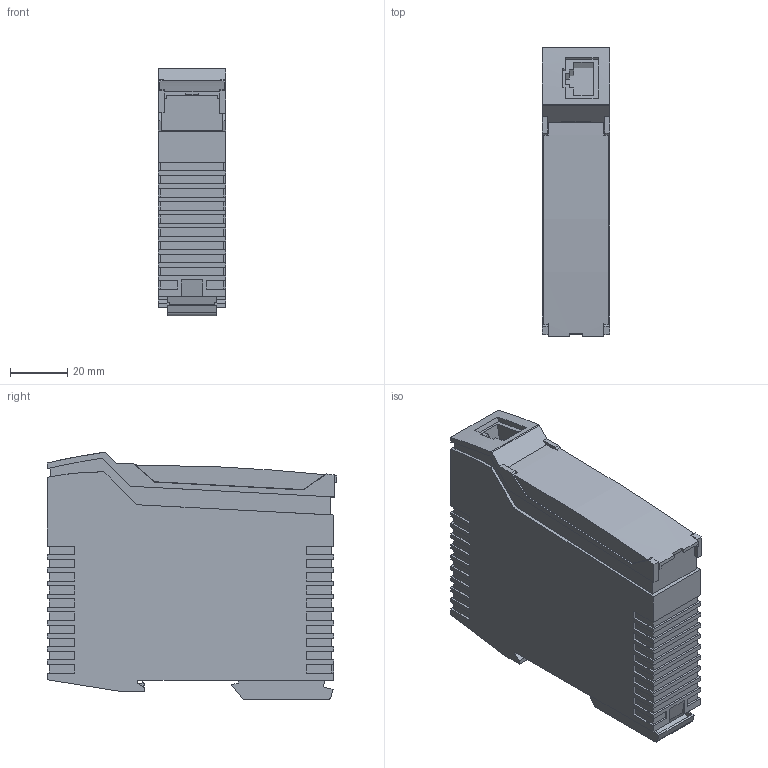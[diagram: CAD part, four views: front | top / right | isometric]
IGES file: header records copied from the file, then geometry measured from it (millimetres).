
Start section: Elysium IGES Interface
Global section: file name: 103Hmodel.igs; native system: Creo Elements/Direct 3D Access 18.1I  14-Aug-2016; preprocessor: Creo Element/Direct IGES_3D V2.2; author: Unknown; organization: Unknown; date: 20190129.125719; units: millimetre
Bounding box: 23.6 x 101.39 x 86.64 mm (x, y, z)
Volume: 167183.4 mm3; surface area: 33470.5 mm2
Topology: 2 solids, 2 shells, 456 faces, 1324 edges, 882 vertices
Faces by surface type: bspline 456
